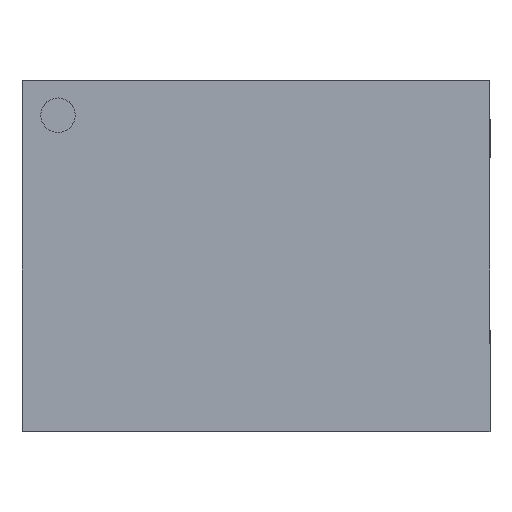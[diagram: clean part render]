
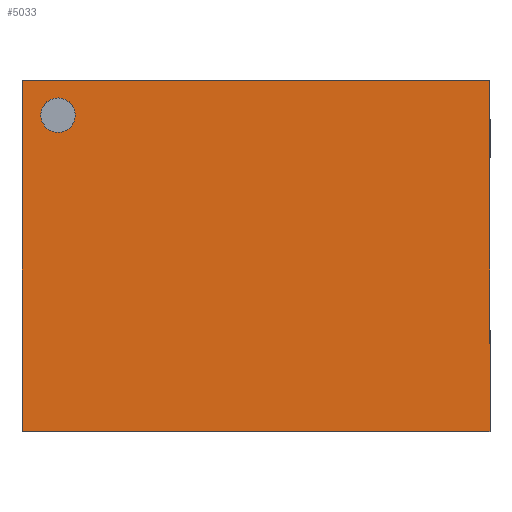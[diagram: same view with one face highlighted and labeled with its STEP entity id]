
A CAD part, top view. The second image highlights one B-rep face of the part: STEP entity #5033.
In plain terms, the highlighted planar face has unit normal (0, 0, 1).
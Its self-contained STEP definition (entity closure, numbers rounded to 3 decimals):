
#26 = EDGE_LOOP ( 'NONE', ( #2561, #6868 ) ) ;
#133 = CARTESIAN_POINT ( 'NONE',  ( -4., -3., 0.75 ) ) ;
#152 = LINE ( 'NONE', #6463, #1116 ) ;
#418 = CARTESIAN_POINT ( 'NONE',  ( -4., 3., 0.75 ) ) ;
#567 = VERTEX_POINT ( 'NONE', #5356 ) ;
#678 = CARTESIAN_POINT ( 'NONE',  ( -4., 3., 0.75 ) ) ;
#739 = CARTESIAN_POINT ( 'NONE',  ( 4., -3., 0.75 ) ) ;
#903 = LINE ( 'NONE', #3451, #1599 ) ;
#925 = LINE ( 'NONE', #418, #7611 ) ;
#1116 = VECTOR ( 'NONE', #4649, 1000. ) ;
#1151 = DIRECTION ( 'NONE',  ( 1., 0., 0. ) ) ;
#1303 = CARTESIAN_POINT ( 'NONE',  ( -3.091, 2.407, 0.75 ) ) ;
#1344 = CIRCLE ( 'NONE', #5353, 0.293 ) ;
#1429 = EDGE_CURVE ( 'NONE', #567, #8295, #152, .T. ) ;
#1493 = ORIENTED_EDGE ( 'NONE', *, *, #6793, .T. ) ;
#1599 = VECTOR ( 'NONE', #2804, 1000. ) ;
#1635 = ORIENTED_EDGE ( 'NONE', *, *, #4367, .T. ) ;
#1837 = ORIENTED_EDGE ( 'NONE', *, *, #1429, .T. ) ;
#1868 = VECTOR ( 'NONE', #7859, 1000. ) ;
#1902 = CARTESIAN_POINT ( 'NONE',  ( -3.384, 2.407, 0.75 ) ) ;
#2108 = AXIS2_PLACEMENT_3D ( 'NONE', #1902, #2506, #5739 ) ;
#2237 = FACE_BOUND ( 'NONE', #26, .T. ) ;
#2501 = CARTESIAN_POINT ( 'NONE',  ( -3.678, 2.407, 0.75 ) ) ;
#2506 = DIRECTION ( 'NONE',  ( 0., 0., 1. ) ) ;
#2561 = ORIENTED_EDGE ( 'NONE', *, *, #6680, .F. ) ;
#2804 = DIRECTION ( 'NONE',  ( 0., 1., 0. ) ) ;
#3451 = CARTESIAN_POINT ( 'NONE',  ( 4., 3., 0.75 ) ) ;
#3547 = FACE_OUTER_BOUND ( 'NONE', #4074, .T. ) ;
#3698 = AXIS2_PLACEMENT_3D ( 'NONE', #8363, #6604, #4080 ) ;
#4074 = EDGE_LOOP ( 'NONE', ( #1635, #1837, #4892, #1493 ) ) ;
#4080 = DIRECTION ( 'NONE',  ( 1., 0., 0. ) ) ;
#4276 = VERTEX_POINT ( 'NONE', #2501 ) ;
#4285 = CARTESIAN_POINT ( 'NONE',  ( -4., -3., 0.75 ) ) ;
#4367 = EDGE_CURVE ( 'NONE', #7036, #567, #903, .T. ) ;
#4649 = DIRECTION ( 'NONE',  ( -1., 0., 0. ) ) ;
#4723 = CIRCLE ( 'NONE', #2108, 0.293 ) ;
#4892 = ORIENTED_EDGE ( 'NONE', *, *, #6553, .T. ) ;
#5012 = DIRECTION ( 'NONE',  ( 0., 0., 1. ) ) ;
#5033 = ADVANCED_FACE ( 'NONE', ( #2237, #3547 ), #5862, .T. ) ;
#5353 = AXIS2_PLACEMENT_3D ( 'NONE', #5688, #5012, #1151 ) ;
#5356 = CARTESIAN_POINT ( 'NONE',  ( 4., 3., 0.75 ) ) ;
#5688 = CARTESIAN_POINT ( 'NONE',  ( -3.384, 2.407, 0.75 ) ) ;
#5739 = DIRECTION ( 'NONE',  ( 1., 0., 0. ) ) ;
#5862 = PLANE ( 'NONE',  #3698 ) ;
#5917 = EDGE_CURVE ( 'NONE', #4276, #7023, #4723, .T. ) ;
#6463 = CARTESIAN_POINT ( 'NONE',  ( -4., 3., 0.75 ) ) ;
#6553 = EDGE_CURVE ( 'NONE', #8295, #6579, #925, .T. ) ;
#6579 = VERTEX_POINT ( 'NONE', #4285 ) ;
#6604 = DIRECTION ( 'NONE',  ( 0., 0., 1. ) ) ;
#6680 = EDGE_CURVE ( 'NONE', #7023, #4276, #1344, .T. ) ;
#6793 = EDGE_CURVE ( 'NONE', #6579, #7036, #7005, .T. ) ;
#6817 = DIRECTION ( 'NONE',  ( 0., -1., 0. ) ) ;
#6868 = ORIENTED_EDGE ( 'NONE', *, *, #5917, .F. ) ;
#7005 = LINE ( 'NONE', #133, #1868 ) ;
#7023 = VERTEX_POINT ( 'NONE', #1303 ) ;
#7036 = VERTEX_POINT ( 'NONE', #739 ) ;
#7611 = VECTOR ( 'NONE', #6817, 1000. ) ;
#7859 = DIRECTION ( 'NONE',  ( 1., 0., 0. ) ) ;
#8295 = VERTEX_POINT ( 'NONE', #678 ) ;
#8363 = CARTESIAN_POINT ( 'NONE',  ( 0., 0., 0.75 ) ) ;
